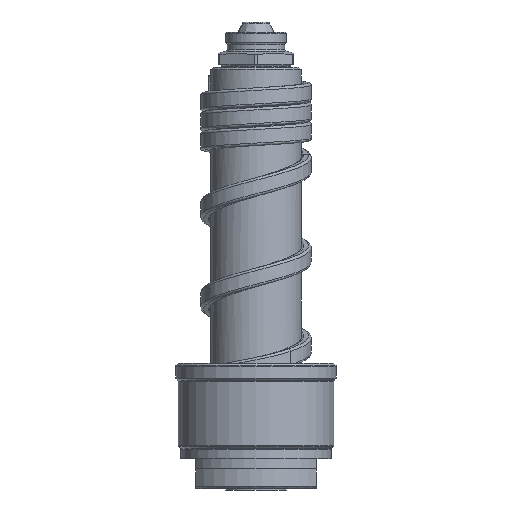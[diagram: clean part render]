
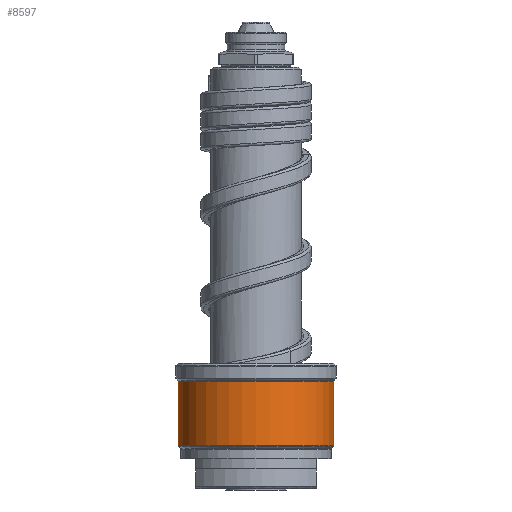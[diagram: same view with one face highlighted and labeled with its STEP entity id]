
A CAD part, front view. The second image highlights one B-rep face of the part: STEP entity #8597.
In plain terms, the highlighted cylindrical face has radius 15.5 mm (diameter 31 mm), a partial arc.
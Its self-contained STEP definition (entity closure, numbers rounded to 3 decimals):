
#1523=CARTESIAN_POINT('',(0.,0.,8.583));
#1524=DIRECTION('',(0.,0.,1.));
#1525=DIRECTION('',(-1.,0.,0.));
#1526=AXIS2_PLACEMENT_3D('',#1523,#1524,#1525);
#1528=DIRECTION('',(0.,0.,-1.));
#1529=VECTOR('',#1528,12.835);
#1530=CARTESIAN_POINT('',(-15.5,0.,21.417));
#1531=LINE('',#1530,#1529);
#1532=CARTESIAN_POINT('',(0.,0.,21.417));
#1533=DIRECTION('',(0.,0.,1.));
#1534=DIRECTION('',(-1.,0.,0.));
#1535=AXIS2_PLACEMENT_3D('',#1532,#1533,#1534);
#1537=DIRECTION('',(0.,0.,-1.));
#1538=VECTOR('',#1537,12.835);
#1539=CARTESIAN_POINT('',(15.5,0.,21.417));
#1540=LINE('',#1539,#1538);
#6157=CARTESIAN_POINT('',(15.5,0.,21.417));
#6158=CARTESIAN_POINT('',(-15.5,0.,21.417));
#6159=VERTEX_POINT('',#6157);
#6160=VERTEX_POINT('',#6158);
#6183=CARTESIAN_POINT('',(15.5,0.,8.583));
#6184=VERTEX_POINT('',#6183);
#6185=CARTESIAN_POINT('',(-15.5,0.,8.583));
#6186=VERTEX_POINT('',#6185);
#8585=CARTESIAN_POINT('',(0.,0.,7.15));
#8586=DIRECTION('',(0.,0.,1.));
#8587=DIRECTION('',(-1.,0.,0.));
#8588=AXIS2_PLACEMENT_3D('',#8585,#8586,#8587);
#8589=CYLINDRICAL_SURFACE('',#8588,15.5);
#8590=ORIENTED_EDGE('',*,*,#8557,.F.);
#8591=ORIENTED_EDGE('',*,*,#8575,.F.);
#8593=ORIENTED_EDGE('',*,*,#8592,.T.);
#8594=ORIENTED_EDGE('',*,*,#8571,.T.);
#8595=EDGE_LOOP('',(#8590,#8591,#8593,#8594));
#8596=FACE_OUTER_BOUND('',#8595,.F.);
#1527=CIRCLE('',#1526,15.5);
#1536=CIRCLE('',#1535,15.5);
#8557=EDGE_CURVE('',#6186,#6184,#1527,.T.);
#8571=EDGE_CURVE('',#6159,#6184,#1540,.T.);
#8575=EDGE_CURVE('',#6160,#6186,#1531,.T.);
#8592=EDGE_CURVE('',#6160,#6159,#1536,.T.);
#8597=ADVANCED_FACE('',(#8596),#8589,.T.);
